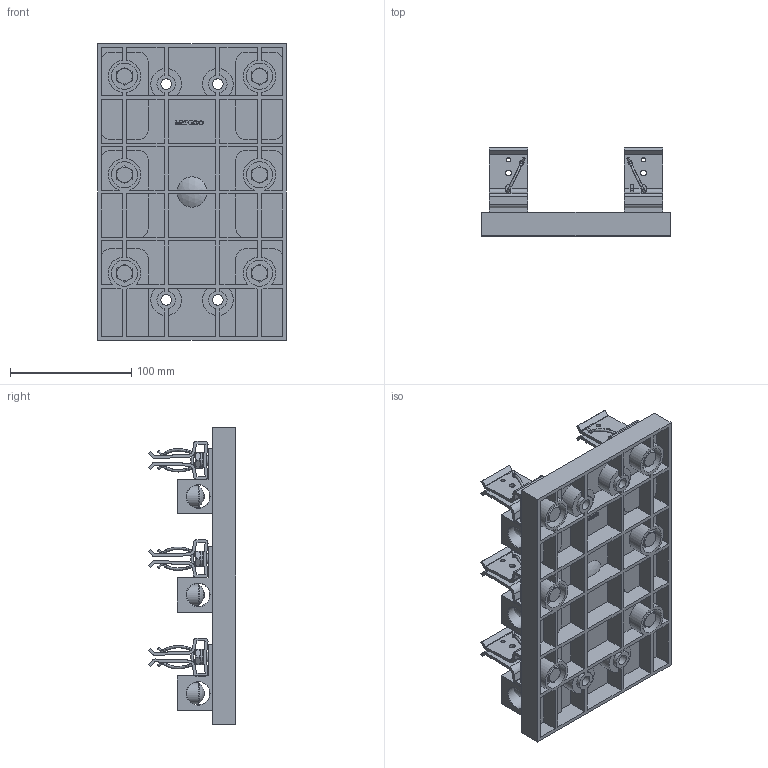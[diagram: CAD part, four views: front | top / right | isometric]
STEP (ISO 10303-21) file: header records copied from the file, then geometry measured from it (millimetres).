
FILE_DESCRIPTION (( 'STEP AP214' ), '1' );
FILE_NAME ('700511revA.STEP', '2018-10-15T13:24:11', ( '' ), ( '' ), 'SwSTEP 2.0', 'SolidWorks 2017', '' );
FILE_SCHEMA (( 'AUTOMOTIVE_DESIGN' ));
Length unit declared in the file: inch
Products named in the file (2): 700511revA
Bounding box: 155.45 x 72.09 x 244.35 mm (x, y, z)
Volume: 503928.7 mm3; surface area: 301668.9 mm2
Topology: 43 solids, 43 shells, 1513 faces, 3885 edges, 2512 vertices
Faces by surface type: plane 848, cylinder 412, cone 162, torus 48, bspline 40, sphere 3
Full cylindrical faces by diameter (mm): 1.981 x24, 3.353 x12, 3.454 x12, 4.801 x12, 7.937 x4, 7.938 x8, 8.611 x12, 8.738 x4, 12.7 x6, 15.875 x6, 17.475 x6, 19.05 x10, 21.59 x6
Entity records: 69537 total; most frequent: CARTESIAN_POINT 13706, ORIENTED_EDGE 7204, DIRECTION 7067, EDGE_CURVE 3602, VERTEX_POINT 2465, AXIS2_PLACEMENT_3D 2412, VECTOR 2243, LINE 2243
